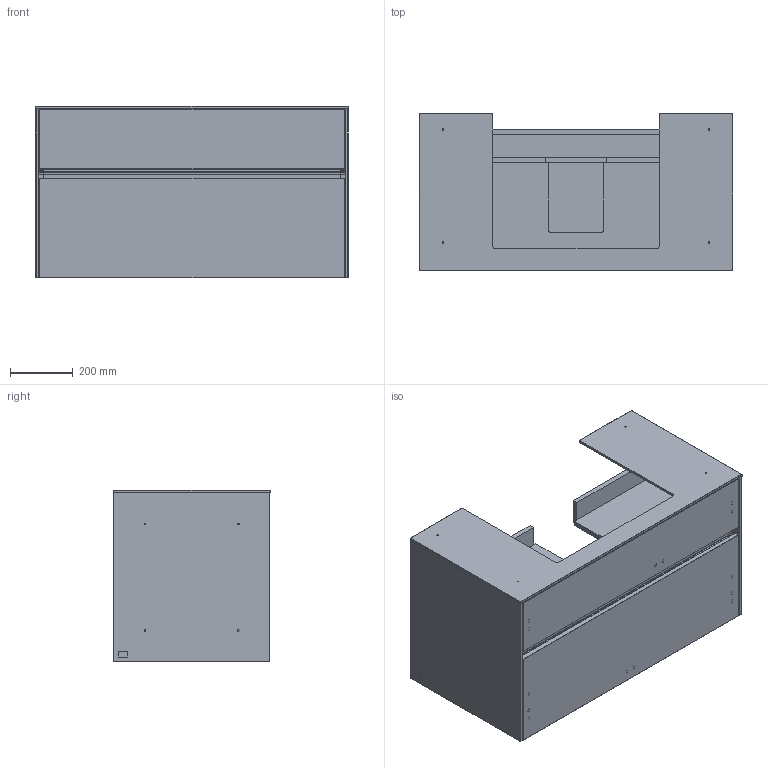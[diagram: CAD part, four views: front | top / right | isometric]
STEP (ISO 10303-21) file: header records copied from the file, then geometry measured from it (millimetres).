
FILE_DESCRIPTION((' '),'2;1');
FILE_NAME('C019B0.stp','2022-04-21T11:50:57',(' '),(' '),' ','ACIS',' ');
FILE_SCHEMA(('CONFIG_CONTROL_DESIGN'));
Length unit declared in the file: millimetre
Products named in the file (22): C019B0.stp; Körper1; Körper2; Körper3; Körper4; Körper5; Körper6; Körper7; Körper8; Körper9; Körper10; Körper11; Körper12; Körper13; Körper14; Körper15; Körper16; Körper17; Körper18; Körper19; Körper20; Körper21
Assembly tree (21 placements, depth 2):
  C019B0.stp
    Körper1
    Körper2
    Körper3
    Körper4
    Körper5
    Körper6
    Körper7
    Körper8
    Körper9
    Körper10
    Körper11
    Körper12
    Körper13
    Körper14
    Körper15
    Körper16
    Körper17
    Körper18
    Körper19
    Körper20
    Körper21
Bounding box: 1000 x 500 x 548 mm (x, y, z)
Volume: 46796014.2 mm3; surface area: 7562052.4 mm2
Topology: 21 solids, 21 shells, 744 faces, 1589 edges, 1048 vertices
Faces by surface type: plane 468, cylinder 272, sphere 4
Full cylindrical faces by diameter (mm): 3 x48, 5 x34, 6.5 x8, 8 x40, 8.02 x36, 10 x18
Entity records: 22094 total; most frequent: DIRECTION 3487, CARTESIAN_POINT 3164, ORIENTED_EDGE 2730, EDGE_CURVE 1365, AXIS2_PLACEMENT_3D 1335, EDGE_LOOP 1137, VERTEX_POINT 1012, VECTOR 817
